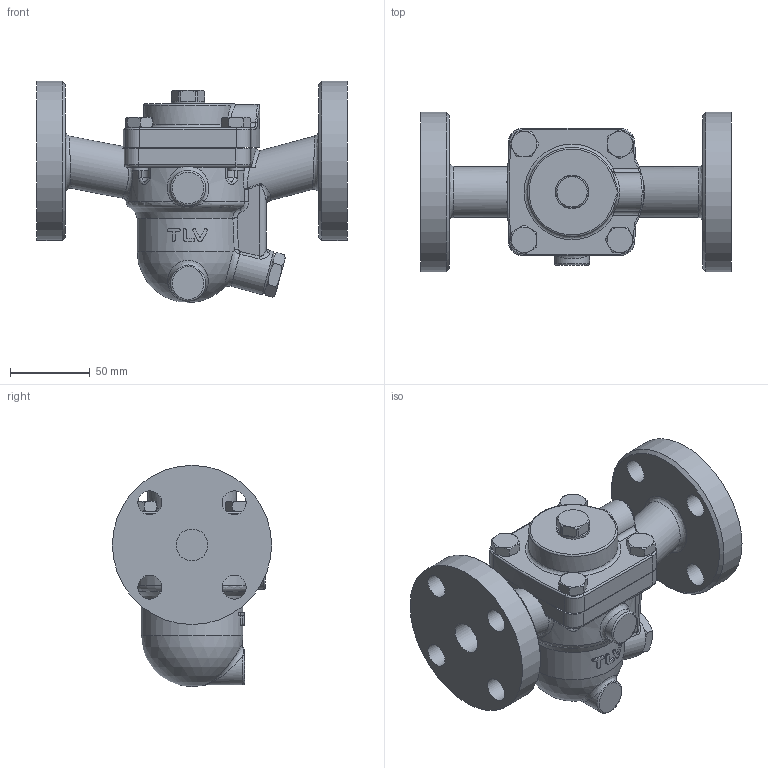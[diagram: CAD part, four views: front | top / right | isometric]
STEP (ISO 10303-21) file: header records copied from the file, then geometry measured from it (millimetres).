
FILE_DESCRIPTION((''),'2;1');
FILE_NAME('j3x00-020-jis10-00.stp','2010-10-04T11:46:46',('nakaot'),(''),'Autodesk Inventor 2008','Autodesk Inventor 2008','');
FILE_SCHEMA(('AUTOMOTIVE_DESIGN { 1 0 10303 214 1 1 1 1 }'));
Length unit declared in the file: millimetre
Products named in the file (1): j3x00-020-jis10-00
Bounding box: 195 x 100 x 139 mm (x, y, z)
Volume: 836962 mm3; surface area: 106991 mm2
Topology: 1 solids, 1 shells, 345 faces, 850 edges, 530 vertices
Faces by surface type: plane 98, cylinder 84, cone 73, bspline 70, torus 19, sphere 1
Full cylindrical faces by diameter (mm): 10 x8, 15 x4, 20 x1, 21 x1, 22 x1, 28 x1, 32 x2, 56.5 x1, 100 x1
Entity records: 17746 total; most frequent: CARTESIAN_POINT 10526, ORIENTED_EDGE 1566, DIRECTION 1378, EDGE_CURVE 783, AXIS2_PLACEMENT_3D 609, VERTEX_POINT 503, EDGE_LOOP 430, FACE_OUTER_BOUND 343
